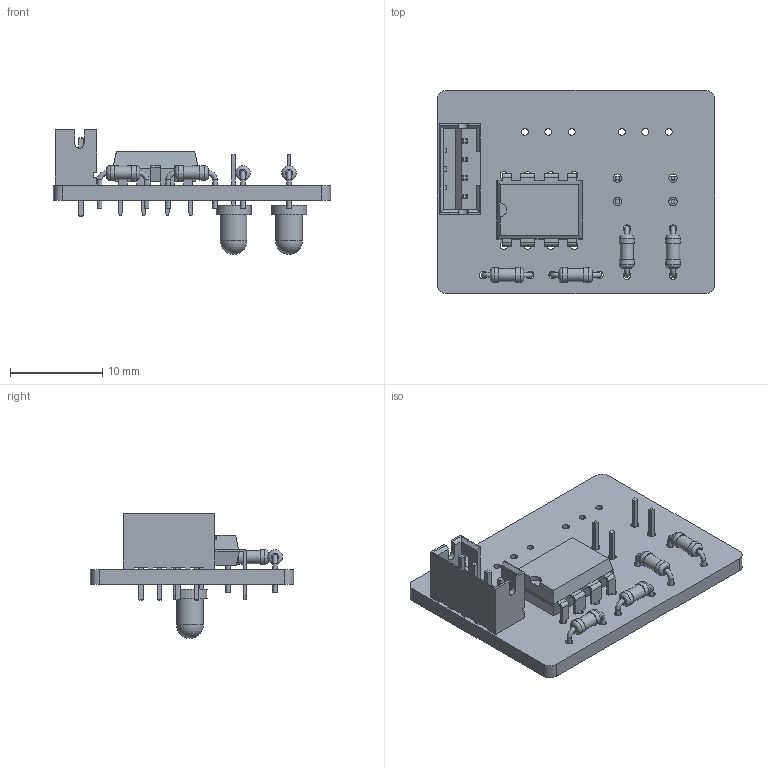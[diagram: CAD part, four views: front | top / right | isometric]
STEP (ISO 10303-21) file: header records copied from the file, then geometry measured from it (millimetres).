
FILE_DESCRIPTION(('KiCad electronic assembly'),'2;1');
FILE_NAME('color_sensors.step','2021-03-06T18:15:57',('An Author'),( 'A Company'),'Open CASCADE STEP processor 7.5', 'KiCad to STEP converter','Unknown');
FILE_SCHEMA(('AUTOMOTIVE_DESIGN { 1 0 10303 214 1 1 1 1 }'));
Length unit declared in the file: millimetre
Products named in the file (10): Open CASCADE STEP translator 7.5 1; LED_D3.0mm_Clear; SOLID; DIP-8_W7.62mm; JST-B4B-PH-K-S; R_Axial_DIN0204_L3.6mm_D1.6mm_P5.08mm_Horizontal; COMPOUND
Assembly tree (13 placements, depth 3):
  Open CASCADE STEP translator 7.5 1
    LED_D3.0mm_Clear  x2
      SOLID
    DIP-8_W7.62mm
      SOLID
    JST-B4B-PH-K-S
      SOLID
    R_Axial_DIN0204_L3.6mm_D1.6mm_P5.08mm_Horizontal  x4
      SOLID
    COMPOUND
Bounding box: 30 x 22 x 13.5 mm (x, y, z)
Volume: 1436.5 mm3; surface area: 2580.5 mm2
Topology: 9 solids, 9 shells, 432 faces, 1060 edges, 674 vertices
Faces by surface type: plane 315, cylinder 79, bspline 20, torus 16, sphere 2
Full cylindrical faces by diameter (mm): 0.5 x8, 0.739 x6, 0.813 x20, 0.9 x4, 1.44 x4, 1.6 x8, 2.9 x2
Entity records: 26907 total; most frequent: CARTESIAN_POINT 5973, DIRECTION 3622, LINE 2527, VECTOR 2527, ORIENTED_EDGE 1910, PCURVE 1910, DEFINITIONAL_REPRESENTATION 1910, EDGE_CURVE 955
